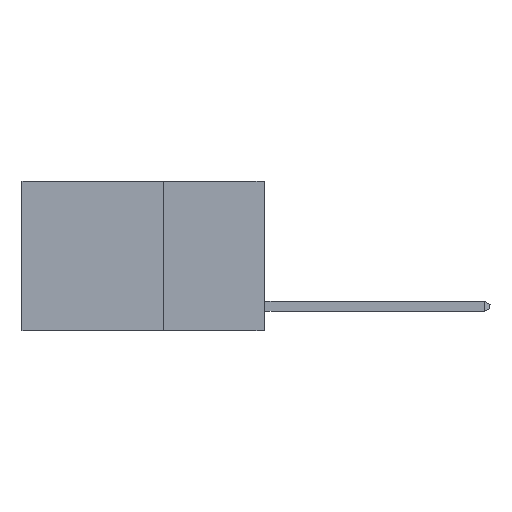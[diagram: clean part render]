
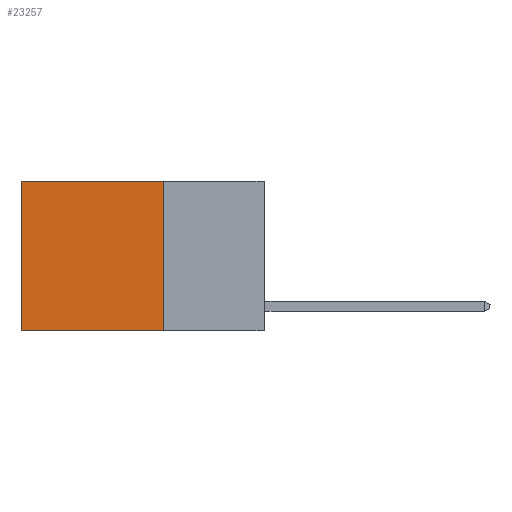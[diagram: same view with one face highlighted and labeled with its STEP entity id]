
A CAD part, left-side view. The second image highlights one B-rep face of the part: STEP entity #23257.
In plain terms, the highlighted planar face has unit normal (-1, 0, 0).
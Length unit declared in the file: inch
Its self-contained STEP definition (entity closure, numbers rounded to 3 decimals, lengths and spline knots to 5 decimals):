
#68 = CARTESIAN_POINT ( 'NONE',  ( 0.2625, 0.25, 0. ) ) ;
#2196 = EDGE_CURVE ( 'NONE', #22728, #13632, #21025, .T. ) ;
#2242 = EDGE_CURVE ( 'NONE', #3544, #20881, #23192, .T. ) ;
#3098 = VECTOR ( 'NONE', #13176, 39.37008 ) ;
#3544 = VERTEX_POINT ( 'NONE', #4472 ) ;
#4472 = CARTESIAN_POINT ( 'NONE',  ( 0.2625, 0.25, 0. ) ) ;
#4764 = CARTESIAN_POINT ( 'NONE',  ( 0.2625, 0.6, -0.37 ) ) ;
#5082 = VECTOR ( 'NONE', #20862, 39.37008 ) ;
#6081 = DIRECTION ( 'NONE',  ( 1., 0., 0. ) ) ;
#6171 = VECTOR ( 'NONE', #11339, 39.37008 ) ;
#6776 = LINE ( 'NONE', #21014, #3098 ) ;
#9037 = EDGE_CURVE ( 'NONE', #20881, #13632, #6776, .T. ) ;
#9520 = DIRECTION ( 'NONE',  ( 0., 0., -1. ) ) ;
#9633 = ORIENTED_EDGE ( 'NONE', *, *, #2242, .F. ) ;
#10319 = LINE ( 'NONE', #23135, #5082 ) ;
#11339 = DIRECTION ( 'NONE',  ( 0., 0., -1. ) ) ;
#12604 = EDGE_CURVE ( 'NONE', #3544, #22728, #10319, .T. ) ;
#13176 = DIRECTION ( 'NONE',  ( 0., 1., 0. ) ) ;
#13632 = VERTEX_POINT ( 'NONE', #4764 ) ;
#13924 = CARTESIAN_POINT ( 'NONE',  ( 0.2625, 0.25, -0.37 ) ) ;
#14220 = ORIENTED_EDGE ( 'NONE', *, *, #2196, .T. ) ;
#16195 = CARTESIAN_POINT ( 'NONE',  ( 0.2625, 0.6, 0. ) ) ;
#16475 = AXIS2_PLACEMENT_3D ( 'NONE', #68, #6081, #24070 ) ;
#16702 = VECTOR ( 'NONE', #9520, 39.37008 ) ;
#17896 = PLANE ( 'NONE',  #16475 ) ;
#18723 = EDGE_LOOP ( 'NONE', ( #14220, #21924, #9633, #25373 ) ) ;
#20862 = DIRECTION ( 'NONE',  ( 0., 1., 0. ) ) ;
#20881 = VERTEX_POINT ( 'NONE', #13924 ) ;
#21014 = CARTESIAN_POINT ( 'NONE',  ( 0.2625, 0.25, -0.37 ) ) ;
#21025 = LINE ( 'NONE', #22033, #6171 ) ;
#21924 = ORIENTED_EDGE ( 'NONE', *, *, #9037, .F. ) ;
#22033 = CARTESIAN_POINT ( 'NONE',  ( 0.2625, 0.6, 0. ) ) ;
#22728 = VERTEX_POINT ( 'NONE', #16195 ) ;
#23135 = CARTESIAN_POINT ( 'NONE',  ( 0.2625, 0.25, 0. ) ) ;
#23154 = CARTESIAN_POINT ( 'NONE',  ( 0.2625, 0.25, 0. ) ) ;
#23192 = LINE ( 'NONE', #23154, #16702 ) ;
#23257 = ADVANCED_FACE ( 'NONE', ( #25476 ), #17896, .F. ) ;
#24070 = DIRECTION ( 'NONE',  ( 0., 0., -1. ) ) ;
#25373 = ORIENTED_EDGE ( 'NONE', *, *, #12604, .T. ) ;
#25476 = FACE_OUTER_BOUND ( 'NONE', #18723, .T. ) ;
